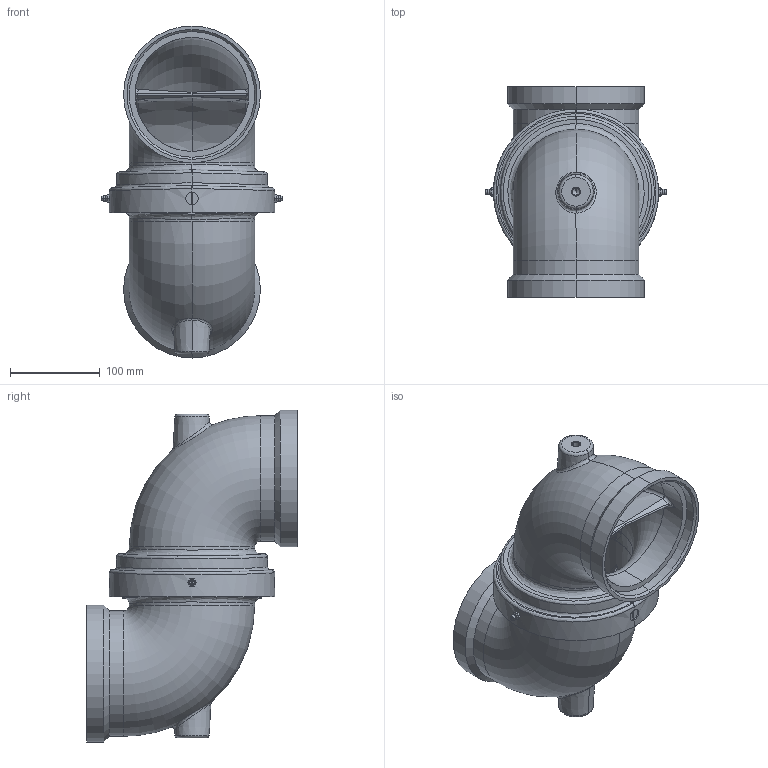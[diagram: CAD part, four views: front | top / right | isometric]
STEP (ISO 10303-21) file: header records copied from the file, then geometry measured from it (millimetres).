
FILE_DESCRIPTION((''),'2;1');
FILE_NAME('06500002_01','2015-11-11T',('sobri'),(''),'CREO PARAMETRIC BY PTC INC, 2015290','CREO PARAMETRIC BY PTC INC, 2015290','');
FILE_SCHEMA(('CONFIG_CONTROL_DESIGN'));
Length unit declared in the file: inch
Products named in the file (1): 06500002_01
Bounding box: 202.15 x 234.95 x 369.87 mm (x, y, z)
Surface area: 436189.5 mm2 (no closed solid volume)
Topology: 0 solids, 7 shells, 235 faces, 684 edges, 436 vertices
Faces by surface type: bspline 74, plane 55, cylinder 48, cone 34, torus 24
Entity records: 12433 total; most frequent: CARTESIAN_POINT 7081, ORIENTED_EDGE 1140, DIRECTION 930, EDGE_CURVE 680, VERTEX_POINT 436, AXIS2_PLACEMENT_3D 385, B_SPLINE_CURVE_WITH_KNOTS 296, EDGE_LOOP 246
